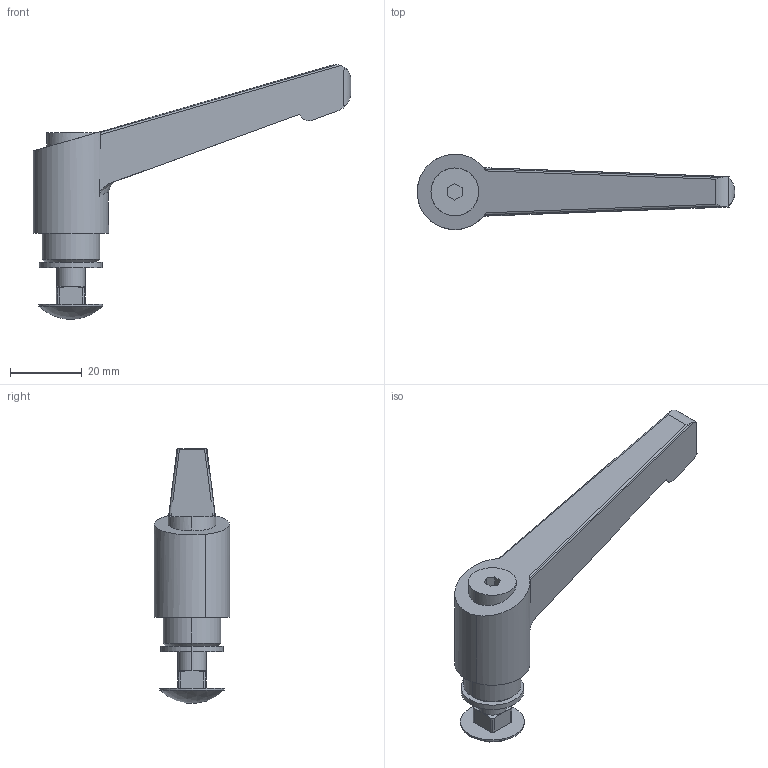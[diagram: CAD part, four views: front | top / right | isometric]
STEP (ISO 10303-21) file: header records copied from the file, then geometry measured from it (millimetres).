
FILE_DESCRIPTION((''),'2;1');
FILE_NAME('15LM8540.stp','2006-03-13T15:29:00',('Shawn Mantel'),('Faztek, LLC'),'Mechanical Desktop 2005','Mechanical Desktop 2005',', , ');
FILE_SCHEMA(('CONFIG_CONTROL_DESIGN'));
Length unit declared in the file: inch
Products named in the file (1): Product
Bounding box: 88.5 x 21 x 70.92 mm (x, y, z)
Volume: 21426 mm3; surface area: 8088.8 mm2
Topology: 3 solids, 3 shells, 78 faces, 191 edges, 125 vertices
Faces by surface type: cylinder 38, plane 28, cone 10, sphere 1, bspline 1
Entity records: 2619 total; most frequent: CARTESIAN_POINT 710, DIRECTION 378, ORIENTED_EDGE 378, EDGE_CURVE 189, AXIS2_PLACEMENT_3D 149, VERTEX_POINT 125, EDGE_LOOP 88, VECTOR 80
